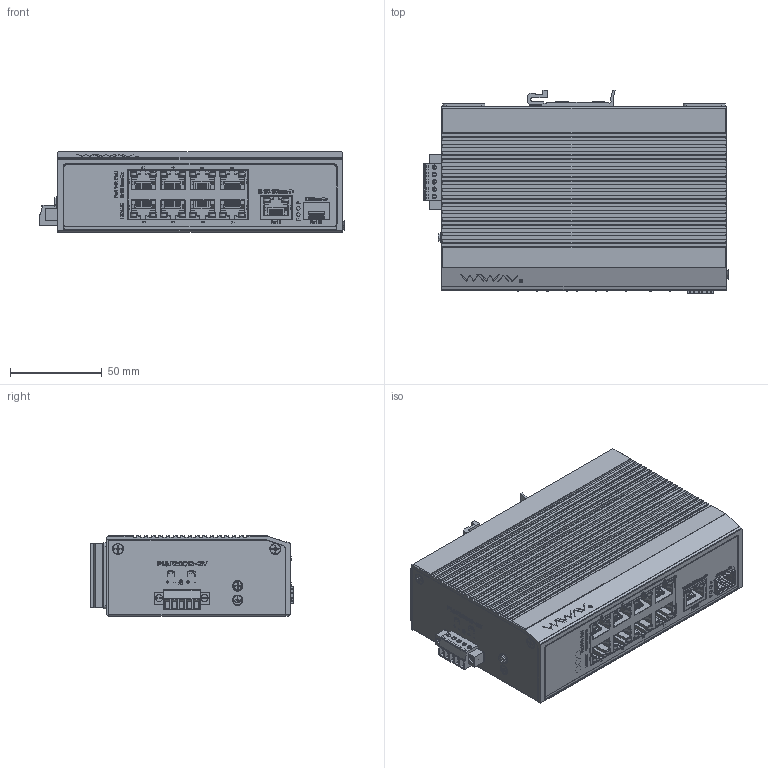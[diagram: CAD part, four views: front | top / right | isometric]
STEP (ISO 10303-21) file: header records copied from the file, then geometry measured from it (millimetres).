
FILE_DESCRIPTION((''),'2;1');
FILE_NAME('10K-I_ASM','2023-05-08T',('Administrator'),(''),'PRO/ENGINEER BY PARAMETRIC TECHNOLOGY CORPORATION, 2011310','PRO/ENGINEER BY PARAMETRIC TECHNOLOGY CORPORATION, 2011310','');
FILE_SCHEMA(('CONFIG_CONTROL_DESIGN'));
Products named in the file (51): BODY_49; BODY_48; BODY_47; BODY_46; BODY_45; BODY_44; BODY_43; BODY_42; BODY_41; BODY_40; BODY_39; BODY_38; BODY_37; BODY_36; BODY_35; BODY_34; BODY_33; PRT0002; PRT0003; PRT0004; PRT0005; PRT0006; PRT0007; PRT0008; PRT0009; PRT0010; PRT0011; PRT0012; PRT0013; PRT0014; PRT0015; PRT0016; PRT0017; PRT0018; PRT0019; PRT0020; PRT0021; PRT0022; PRT0023; PRT0024 ...
Assembly tree (50 placements, depth 2):
  10K-I_ASM
    BODY_49
    BODY_48
    BODY_47
    BODY_46
    BODY_45
    BODY_44
    BODY_43
    BODY_42
    BODY_41
    BODY_40
    BODY_39
    BODY_38
    BODY_37
    BODY_36
    BODY_35
    BODY_34
    BODY_33
    PRT0002
    PRT0003
    PRT0004
    PRT0005
    PRT0006
    PRT0007
    PRT0008
    PRT0009
    PRT0010
    PRT0011
    PRT0012
    PRT0013
    PRT0014
    PRT0015
    PRT0016
    PRT0017
    PRT0018
    PRT0019
    PRT0020
    PRT0021
    PRT0022
    PRT0023
    PRT0024
    PRT0025
    PRT0026
    PRT0027
    PRT0028
    PRT0029
    PRT0030
    PRT0031
    PRT0032
    PRT0033
    PRT0034
Bounding box: 166.25 x 110.9 x 44 mm (x, y, z)
Volume: 124714.6 mm3; surface area: 153853.4 mm2
Topology: 50 solids, 50 shells, 5434 faces, 15230 edges, 10162 vertices
Faces by surface type: plane 4776, cylinder 476, cone 82, torus 56, bspline 44
Entity records: 176075 total; most frequent: CARTESIAN_POINT 34028, ORIENTED_EDGE 30460, DIRECTION 27169, EDGE_CURVE 15230, VECTOR 13607, LINE 13607, VERTEX_POINT 10162, AXIS2_PLACEMENT_3D 6781
